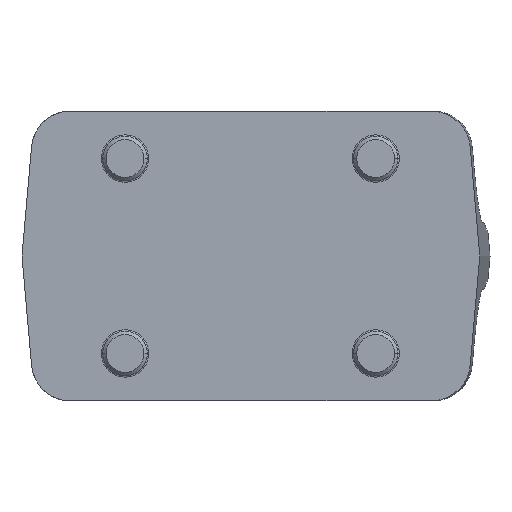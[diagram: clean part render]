
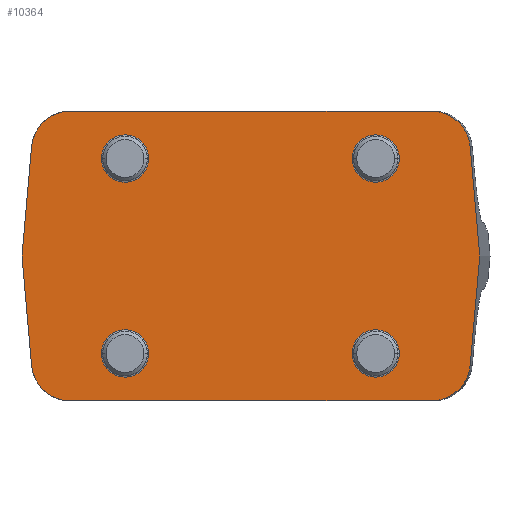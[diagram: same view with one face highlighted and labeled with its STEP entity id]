
A CAD part, left-side view. The second image highlights one B-rep face of the part: STEP entity #10364.
In plain terms, the highlighted planar face has unit normal (-1, 0, 0).
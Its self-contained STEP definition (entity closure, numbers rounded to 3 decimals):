
#1562=DIRECTION('',(0.,0.087,-0.996));
#1563=VECTOR('',#1562,39.371);
#1564=CARTESIAN_POINT('',(-59.,-61.363,0.));
#1565=LINE('',#1564,#1563);
#1604=CARTESIAN_POINT('',(-59.,-43.95,52.));
#1605=CARTESIAN_POINT('',(-59.,-45.02,52.));
#1606=CARTESIAN_POINT('',(-59.,-46.946,51.766));
#1607=CARTESIAN_POINT('',(-59.,-50.253,50.703));
#1608=CARTESIAN_POINT('',(-59.,-53.597,48.513));
#1609=CARTESIAN_POINT('',(-59.,-56.077,45.38));
#1610=CARTESIAN_POINT('',(-59.,-57.429,42.183));
#1611=CARTESIAN_POINT('',(-59.,-57.831,40.286));
#1612=CARTESIAN_POINT('',(-59.,-57.925,39.22));
#1614=CARTESIAN_POINT('',(-59.,-43.95,-52.));
#1615=CARTESIAN_POINT('',(-59.,-45.02,-52.));
#1616=CARTESIAN_POINT('',(-59.,-46.946,-51.766));
#1617=CARTESIAN_POINT('',(-59.,-50.253,-50.703));
#1618=CARTESIAN_POINT('',(-59.,-53.597,-48.513));
#1619=CARTESIAN_POINT('',(-59.,-56.077,-45.38));
#1620=CARTESIAN_POINT('',(-59.,-57.429,-42.183));
#1621=CARTESIAN_POINT('',(-59.,-57.831,-40.286));
#1622=CARTESIAN_POINT('',(-59.,-57.925,-39.22));
#1624=CARTESIAN_POINT('',(-59.,85.622,-38.));
#1625=DIRECTION('',(1.,0.,0.));
#1626=DIRECTION('',(0.,0.,-1.));
#1627=AXIS2_PLACEMENT_3D('',#1624,#1625,#1626);
#1629=CARTESIAN_POINT('',(-59.,85.622,38.));
#1630=DIRECTION('',(-1.,0.,0.));
#1631=DIRECTION('',(0.,0.,1.));
#1632=AXIS2_PLACEMENT_3D('',#1629,#1630,#1631);
#1634=CARTESIAN_POINT('',(-59.,-24.,35.));
#1635=DIRECTION('',(1.,0.,0.));
#1636=DIRECTION('',(0.,-1.,0.));
#1637=AXIS2_PLACEMENT_3D('',#1634,#1635,#1636);
#1639=CARTESIAN_POINT('',(-59.,-24.,35.));
#1640=DIRECTION('',(1.,0.,0.));
#1641=DIRECTION('',(0.,1.,0.));
#1642=AXIS2_PLACEMENT_3D('',#1639,#1640,#1641);
#1644=CARTESIAN_POINT('',(-59.,66.,35.));
#1645=DIRECTION('',(1.,0.,0.));
#1646=DIRECTION('',(0.,-1.,0.));
#1647=AXIS2_PLACEMENT_3D('',#1644,#1645,#1646);
#1649=CARTESIAN_POINT('',(-59.,66.,35.));
#1650=DIRECTION('',(1.,0.,0.));
#1651=DIRECTION('',(0.,1.,0.));
#1652=AXIS2_PLACEMENT_3D('',#1649,#1650,#1651);
#1654=CARTESIAN_POINT('',(-59.,-24.,-35.));
#1655=DIRECTION('',(1.,0.,0.));
#1656=DIRECTION('',(0.,-1.,0.));
#1657=AXIS2_PLACEMENT_3D('',#1654,#1655,#1656);
#1659=CARTESIAN_POINT('',(-59.,-24.,-35.));
#1660=DIRECTION('',(1.,0.,0.));
#1661=DIRECTION('',(0.,1.,0.));
#1662=AXIS2_PLACEMENT_3D('',#1659,#1660,#1661);
#1664=CARTESIAN_POINT('',(-59.,66.,-35.));
#1665=DIRECTION('',(1.,0.,0.));
#1666=DIRECTION('',(0.,-1.,0.));
#1667=AXIS2_PLACEMENT_3D('',#1664,#1665,#1666);
#1669=CARTESIAN_POINT('',(-59.,66.,-35.));
#1670=DIRECTION('',(1.,0.,0.));
#1671=DIRECTION('',(0.,1.,0.));
#1672=AXIS2_PLACEMENT_3D('',#1669,#1670,#1671);
#1690=DIRECTION('',(0.,1.,0.));
#1691=VECTOR('',#1690,129.572);
#1692=CARTESIAN_POINT('',(-59.,-43.95,52.));
#1693=LINE('',#1692,#1691);
#1882=DIRECTION('',(0.,0.087,0.996));
#1883=VECTOR('',#1882,39.371);
#1884=CARTESIAN_POINT('',(-59.,-61.363,0.));
#1885=LINE('',#1884,#1883);
#2038=DIRECTION('',(0.,-0.087,-0.996));
#2039=VECTOR('',#2038,39.37);
#2040=CARTESIAN_POINT('',(-59.,103.,0.));
#2041=LINE('',#2040,#2039);
#2068=DIRECTION('',(0.,1.,0.));
#2069=VECTOR('',#2068,129.572);
#2070=CARTESIAN_POINT('',(-59.,-43.95,-52.));
#2071=LINE('',#2070,#2069);
#3560=DIRECTION('',(0.,-0.087,0.996));
#3561=VECTOR('',#3560,39.37);
#3562=CARTESIAN_POINT('',(-59.,103.,0.));
#3563=LINE('',#3562,#3561);
#8018=CARTESIAN_POINT('',(-59.,-43.95,52.));
#8019=CARTESIAN_POINT('',(-59.,85.622,52.));
#8020=VERTEX_POINT('',#8018);
#8021=VERTEX_POINT('',#8019);
#8022=CARTESIAN_POINT('',(-59.,103.,0.));
#8023=CARTESIAN_POINT('',(-59.,99.569,39.22));
#8024=VERTEX_POINT('',#8022);
#8025=VERTEX_POINT('',#8023);
#8026=CARTESIAN_POINT('',(-59.,-43.95,-52.));
#8027=CARTESIAN_POINT('',(-59.,85.622,-52.));
#8028=VERTEX_POINT('',#8026);
#8029=VERTEX_POINT('',#8027);
#8030=CARTESIAN_POINT('',(-59.,99.569,-39.22));
#8031=VERTEX_POINT('',#8030);
#8124=CARTESIAN_POINT('',(-59.,-61.363,0.));
#8125=CARTESIAN_POINT('',(-59.,-57.925,39.22));
#8126=VERTEX_POINT('',#8124);
#8127=VERTEX_POINT('',#8125);
#8128=CARTESIAN_POINT('',(-59.,-57.925,-39.22));
#8129=VERTEX_POINT('',#8128);
#8196=CARTESIAN_POINT('',(-59.,-32.5,35.));
#8197=CARTESIAN_POINT('',(-59.,-15.5,35.));
#8198=VERTEX_POINT('',#8196);
#8199=VERTEX_POINT('',#8197);
#8223=CARTESIAN_POINT('',(-59.,57.5,35.));
#8224=CARTESIAN_POINT('',(-59.,74.5,35.));
#8225=VERTEX_POINT('',#8223);
#8226=VERTEX_POINT('',#8224);
#8244=CARTESIAN_POINT('',(-59.,-32.5,-35.));
#8245=CARTESIAN_POINT('',(-59.,-15.5,-35.));
#8246=VERTEX_POINT('',#8244);
#8247=VERTEX_POINT('',#8245);
#8271=CARTESIAN_POINT('',(-59.,57.5,-35.));
#8272=CARTESIAN_POINT('',(-59.,74.5,-35.));
#8273=VERTEX_POINT('',#8271);
#8274=VERTEX_POINT('',#8272);
#10314=CARTESIAN_POINT('',(-59.,119.816,58.528));
#10315=DIRECTION('',(1.,0.,0.));
#10316=DIRECTION('',(0.,0.,-1.));
#10317=AXIS2_PLACEMENT_3D('',#10314,#10315,#10316);
#10318=PLANE('',#10317);
#10320=ORIENTED_EDGE('',*,*,#10319,.F.);
#10322=ORIENTED_EDGE('',*,*,#10321,.T.);
#10324=ORIENTED_EDGE('',*,*,#10323,.F.);
#10325=ORIENTED_EDGE('',*,*,#10289,.T.);
#10327=ORIENTED_EDGE('',*,*,#10326,.F.);
#10329=ORIENTED_EDGE('',*,*,#10328,.T.);
#10331=ORIENTED_EDGE('',*,*,#10330,.T.);
#10333=ORIENTED_EDGE('',*,*,#10332,.F.);
#10335=ORIENTED_EDGE('',*,*,#10334,.T.);
#10337=ORIENTED_EDGE('',*,*,#10336,.F.);
#10338=EDGE_LOOP('',(#10320,#10322,#10324,#10325,#10327,#10329,#10331,#10333,
#10335,#10337));
#10339=FACE_OUTER_BOUND('',#10338,.F.);
#10341=ORIENTED_EDGE('',*,*,#10340,.F.);
#10343=ORIENTED_EDGE('',*,*,#10342,.F.);
#10344=EDGE_LOOP('',(#10341,#10343));
#10345=FACE_BOUND('',#10344,.F.);
#10347=ORIENTED_EDGE('',*,*,#10346,.F.);
#10349=ORIENTED_EDGE('',*,*,#10348,.F.);
#10350=EDGE_LOOP('',(#10347,#10349));
#10351=FACE_BOUND('',#10350,.F.);
#10353=ORIENTED_EDGE('',*,*,#10352,.F.);
#10355=ORIENTED_EDGE('',*,*,#10354,.F.);
#10356=EDGE_LOOP('',(#10353,#10355));
#10357=FACE_BOUND('',#10356,.F.);
#10359=ORIENTED_EDGE('',*,*,#10358,.F.);
#10361=ORIENTED_EDGE('',*,*,#10360,.F.);
#10362=EDGE_LOOP('',(#10359,#10361));
#10363=FACE_BOUND('',#10362,.F.);
#10364=ADVANCED_FACE('',(#10339,#10345,#10351,#10357,#10363),#10318,.F.);
#1613=B_SPLINE_CURVE_WITH_KNOTS('',3,(#1604,#1605,#1606,#1607,#1608,#1609,#1610,
#1611,#1612),.UNSPECIFIED.,.F.,.F.,(4,1,1,1,1,1,4),(0.,0.125,0.25,0.5,
0.75,0.875,1.),.UNSPECIFIED.);
#1623=B_SPLINE_CURVE_WITH_KNOTS('',3,(#1614,#1615,#1616,#1617,#1618,#1619,#1620,
#1621,#1622),.UNSPECIFIED.,.F.,.F.,(4,1,1,1,1,1,4),(0.,0.125,0.25,0.5,
0.75,0.875,1.),.UNSPECIFIED.);
#1628=CIRCLE('',#1627,14.);
#1633=CIRCLE('',#1632,14.);
#1638=CIRCLE('',#1637,8.5);
#1643=CIRCLE('',#1642,8.5);
#1648=CIRCLE('',#1647,8.5);
#1653=CIRCLE('',#1652,8.5);
#1658=CIRCLE('',#1657,8.5);
#1663=CIRCLE('',#1662,8.5);
#1668=CIRCLE('',#1667,8.5);
#1673=CIRCLE('',#1672,8.5);
#10289=EDGE_CURVE('',#8126,#8129,#1565,.T.);
#10319=EDGE_CURVE('',#8020,#8021,#1693,.T.);
#10321=EDGE_CURVE('',#8020,#8127,#1613,.T.);
#10323=EDGE_CURVE('',#8126,#8127,#1885,.T.);
#10326=EDGE_CURVE('',#8028,#8129,#1623,.T.);
#10328=EDGE_CURVE('',#8028,#8029,#2071,.T.);
#10330=EDGE_CURVE('',#8029,#8031,#1628,.T.);
#10332=EDGE_CURVE('',#8024,#8031,#2041,.T.);
#10334=EDGE_CURVE('',#8024,#8025,#3563,.T.);
#10336=EDGE_CURVE('',#8021,#8025,#1633,.T.);
#10340=EDGE_CURVE('',#8198,#8199,#1638,.T.);
#10342=EDGE_CURVE('',#8199,#8198,#1643,.T.);
#10346=EDGE_CURVE('',#8225,#8226,#1648,.T.);
#10348=EDGE_CURVE('',#8226,#8225,#1653,.T.);
#10352=EDGE_CURVE('',#8246,#8247,#1658,.T.);
#10354=EDGE_CURVE('',#8247,#8246,#1663,.T.);
#10358=EDGE_CURVE('',#8273,#8274,#1668,.T.);
#10360=EDGE_CURVE('',#8274,#8273,#1673,.T.);
